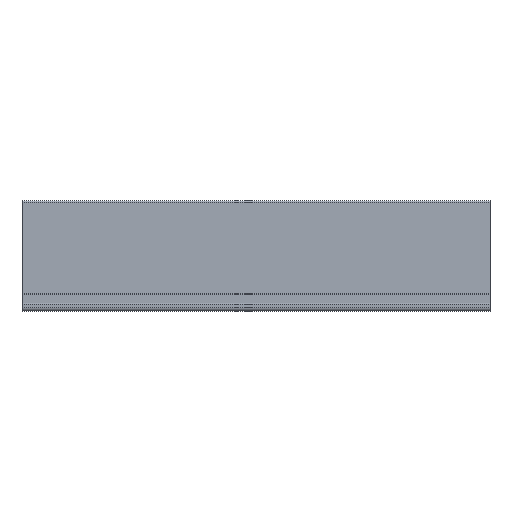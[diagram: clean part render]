
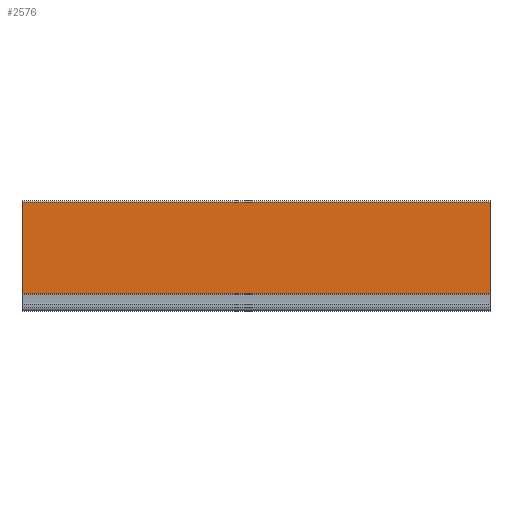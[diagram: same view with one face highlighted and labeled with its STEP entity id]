
A CAD part, top view. The second image highlights one B-rep face of the part: STEP entity #2576.
In plain terms, the highlighted planar face has unit normal (0, 0, 1).
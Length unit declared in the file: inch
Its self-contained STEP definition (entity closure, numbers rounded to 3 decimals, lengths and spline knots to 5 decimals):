
#993=CARTESIAN_POINT('',(-9.0,-2.35938,1.53125));
#994=VERTEX_POINT('',#993);
#1002=CARTESIAN_POINT('',(-9.0,1.14363,1.53125));
#1003=VERTEX_POINT('',#1002);
#1004=CARTESIAN_POINT('',(-9.0,1.14363,1.53125));
#1005=DIRECTION('',(0.0,-1.0,0.0));
#1006=VECTOR('',#1005,3.503);
#1007=LINE('',#1004,#1006);
#1008=EDGE_CURVE('',#1003,#994,#1007,.T.);
#2533=CARTESIAN_POINT('',(9.0,-2.35938,1.53125));
#2534=VERTEX_POINT('',#2533);
#2542=CARTESIAN_POINT('',(9.0,-2.35938,1.53125));
#2543=DIRECTION('',(-1.0,0.0,0.0));
#2544=VECTOR('',#2543,18.0);
#2545=LINE('',#2542,#2544);
#2546=EDGE_CURVE('',#2534,#994,#2545,.T.);
#2553=CARTESIAN_POINT('',(0.0,-2.35938,1.53125));
#2554=DIRECTION('',(0.0,0.0,1.0));
#2555=DIRECTION('',(1.0,0.0,0.0));
#2556=AXIS2_PLACEMENT_3D('',#2553,#2554,#2555);
#2557=PLANE('',#2556);
#2558=CARTESIAN_POINT('',(9.0,1.14363,1.53125));
#2559=VERTEX_POINT('',#2558);
#2560=CARTESIAN_POINT('',(9.0,-2.35938,1.53125));
#2561=DIRECTION('',(0.0,1.0,0.0));
#2562=VECTOR('',#2561,3.503);
#2563=LINE('',#2560,#2562);
#2564=EDGE_CURVE('',#2534,#2559,#2563,.T.);
#2565=ORIENTED_EDGE('',*,*,#2564,.T.);
#2566=CARTESIAN_POINT('',(9.0,1.14363,1.53125));
#2567=DIRECTION('',(-1.0,0.0,0.0));
#2568=VECTOR('',#2567,18.0);
#2569=LINE('',#2566,#2568);
#2570=EDGE_CURVE('',#2559,#1003,#2569,.T.);
#2571=ORIENTED_EDGE('',*,*,#2570,.T.);
#2572=ORIENTED_EDGE('',*,*,#1008,.T.);
#2573=ORIENTED_EDGE('',*,*,#2546,.F.);
#2574=EDGE_LOOP('',(#2565,#2571,#2572,#2573));
#2575=FACE_OUTER_BOUND('',#2574,.T.);
#2576=ADVANCED_FACE('',(#2575),#2557,.T.);
